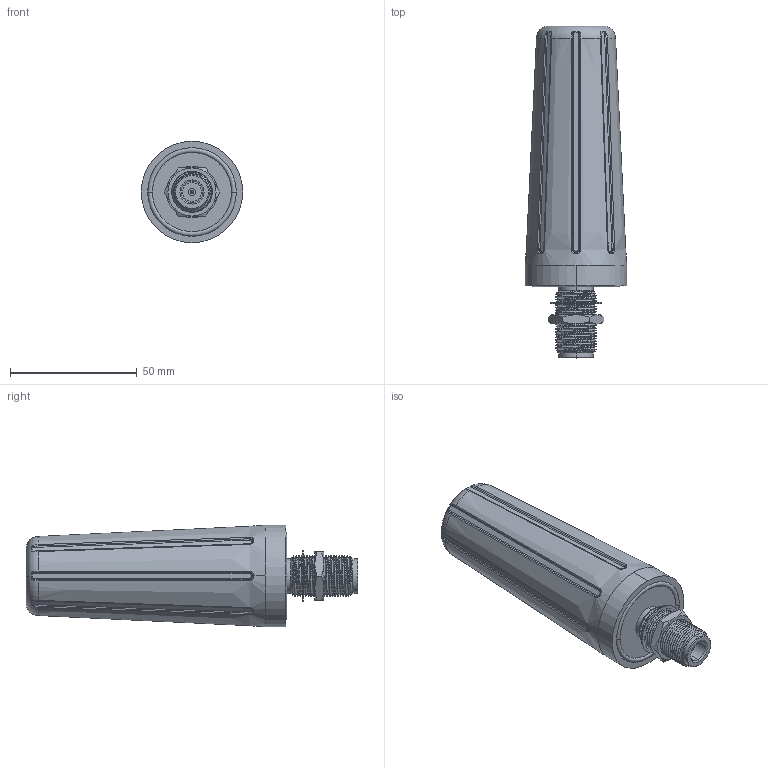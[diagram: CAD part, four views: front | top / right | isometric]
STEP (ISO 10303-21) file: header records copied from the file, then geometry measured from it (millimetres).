
FILE_DESCRIPTION (( 'STEP AP214' ), '1' );
FILE_NAME ('FMANOM1058_3D.step', '2023-01-18T20:06:34', ( '' ), ( '' ), 'SwSTEP 2.0', 'SolidWorks 2022', '' );
FILE_SCHEMA (( 'AUTOMOTIVE_DESIGN' ));
Length unit declared in the file: inch
Products named in the file (1): FMANOM1058_3D
Bounding box: 40 x 131 x 40 mm (x, y, z)
Volume: 42471.3 mm3; surface area: 31759.4 mm2
Topology: 5 solids, 5 shells, 329 faces, 825 edges, 517 vertices
Faces by surface type: cylinder 131, bspline 82, plane 69, cone 37, torus 10
Entity records: 22373 total; most frequent: CARTESIAN_POINT 15330, ORIENTED_EDGE 1646, DIRECTION 1168, EDGE_CURVE 823, VERTEX_POINT 517, AXIS2_PLACEMENT_3D 460, EDGE_LOOP 348, FACE_OUTER_BOUND 329
